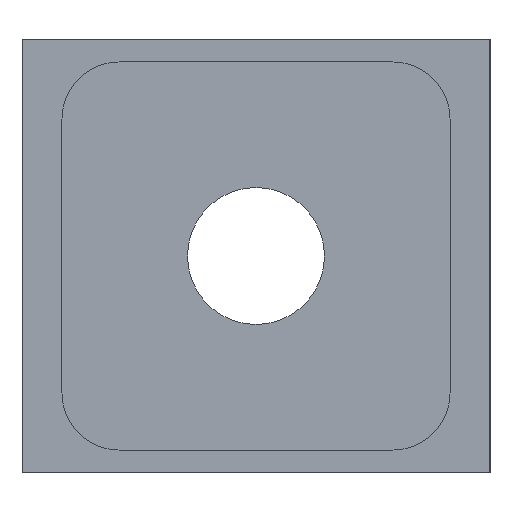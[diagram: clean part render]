
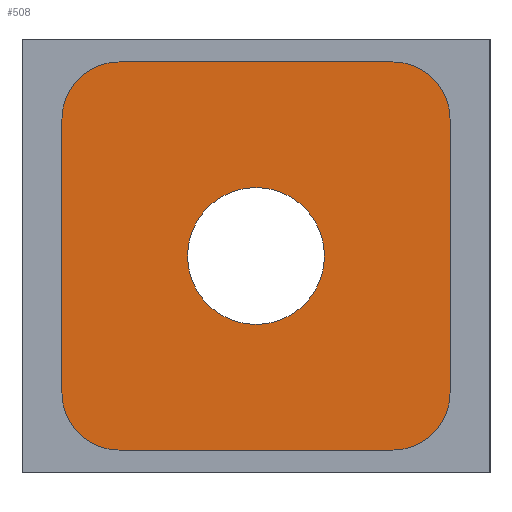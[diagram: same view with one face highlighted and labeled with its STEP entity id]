
A CAD part, left-side view. The second image highlights one B-rep face of the part: STEP entity #508.
In plain terms, the highlighted planar face has unit normal (-1, 0, 0).
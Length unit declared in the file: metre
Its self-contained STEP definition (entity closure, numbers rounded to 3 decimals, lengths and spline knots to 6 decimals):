
#25=CIRCLE('',#553,0.006);
#26=CIRCLE('',#554,0.005);
#27=CIRCLE('',#555,0.005);
#28=CIRCLE('',#556,0.005);
#29=CIRCLE('',#557,0.005);
#51=ORIENTED_EDGE('',*,*,#199,.T.);
#52=ORIENTED_EDGE('',*,*,#200,.F.);
#53=ORIENTED_EDGE('',*,*,#201,.T.);
#54=ORIENTED_EDGE('',*,*,#202,.F.);
#55=ORIENTED_EDGE('',*,*,#203,.F.);
#56=ORIENTED_EDGE('',*,*,#204,.F.);
#57=ORIENTED_EDGE('',*,*,#205,.F.);
#58=ORIENTED_EDGE('',*,*,#206,.F.);
#59=ORIENTED_EDGE('',*,*,#207,.T.);
#199=EDGE_CURVE('',#273,#273,#25,.T.);
#200=EDGE_CURVE('',#274,#275,#26,.T.);
#201=EDGE_CURVE('',#274,#276,#319,.T.);
#202=EDGE_CURVE('',#277,#276,#27,.T.);
#203=EDGE_CURVE('',#278,#277,#320,.T.);
#204=EDGE_CURVE('',#279,#278,#28,.T.);
#205=EDGE_CURVE('',#280,#279,#321,.T.);
#206=EDGE_CURVE('',#281,#280,#29,.T.);
#207=EDGE_CURVE('',#281,#275,#322,.T.);
#273=VERTEX_POINT('',#768);
#274=VERTEX_POINT('',#770);
#275=VERTEX_POINT('',#771);
#276=VERTEX_POINT('',#773);
#277=VERTEX_POINT('',#775);
#278=VERTEX_POINT('',#777);
#279=VERTEX_POINT('',#779);
#280=VERTEX_POINT('',#781);
#281=VERTEX_POINT('',#783);
#319=LINE('',#772,#375);
#320=LINE('',#776,#376);
#321=LINE('',#780,#377);
#322=LINE('',#784,#378);
#375=VECTOR('',#620,1.);
#376=VECTOR('',#623,1.);
#377=VECTOR('',#626,1.);
#378=VECTOR('',#629,1.);
#426=EDGE_LOOP('',(#51));
#427=EDGE_LOOP('',(#52,#53,#54,#55,#56,#57,#58,#59));
#458=FACE_BOUND('',#426,.T.);
#459=FACE_BOUND('',#427,.T.);
#490=PLANE('',#552);
#508=ADVANCED_FACE('',(#458,#459),#490,.F.);
#552=AXIS2_PLACEMENT_3D('',#766,#614,#615);
#553=AXIS2_PLACEMENT_3D('',#767,#616,#617);
#554=AXIS2_PLACEMENT_3D('',#769,#618,#619);
#555=AXIS2_PLACEMENT_3D('',#774,#621,#622);
#556=AXIS2_PLACEMENT_3D('',#778,#624,#625);
#557=AXIS2_PLACEMENT_3D('',#782,#627,#628);
#614=DIRECTION('',(1.,0.,0.));
#615=DIRECTION('',(0.,1.,0.));
#616=DIRECTION('',(1.,0.,0.));
#617=DIRECTION('',(0.,0.,-1.));
#618=DIRECTION('',(1.,0.,0.));
#619=DIRECTION('',(0.,0.,-1.));
#620=DIRECTION('',(0.,-1.,0.));
#621=DIRECTION('',(1.,0.,0.));
#622=DIRECTION('',(0.,0.,-1.));
#623=DIRECTION('',(0.,0.,-1.));
#624=DIRECTION('',(1.,0.,0.));
#625=DIRECTION('',(0.,0.,-1.));
#626=DIRECTION('',(0.,-1.,0.));
#627=DIRECTION('',(1.,0.,0.));
#628=DIRECTION('',(0.,0.,-1.));
#629=DIRECTION('',(0.,0.,-1.));
#766=CARTESIAN_POINT('',(0.023,-0.0205,-0.019));
#767=CARTESIAN_POINT('',(0.023,-0.0205,-0.019));
#768=CARTESIAN_POINT('',(0.023,-0.0205,-0.025));
#769=CARTESIAN_POINT('',(0.023,-0.0085,-0.031));
#770=CARTESIAN_POINT('',(0.023,-0.0085,-0.036));
#771=CARTESIAN_POINT('',(0.023,-0.0035,-0.031));
#772=CARTESIAN_POINT('',(0.023,-0.0205,-0.036));
#773=CARTESIAN_POINT('',(0.023,-0.0325,-0.036));
#774=CARTESIAN_POINT('',(0.023,-0.0325,-0.031));
#775=CARTESIAN_POINT('',(0.023,-0.0375,-0.031));
#776=CARTESIAN_POINT('',(0.023,-0.0375,-0.019));
#777=CARTESIAN_POINT('',(0.023,-0.0375,-0.007));
#778=CARTESIAN_POINT('',(0.023,-0.0325,-0.007));
#779=CARTESIAN_POINT('',(0.023,-0.0325,-0.002));
#780=CARTESIAN_POINT('',(0.023,-0.0205,-0.002));
#781=CARTESIAN_POINT('',(0.023,-0.0085,-0.002));
#782=CARTESIAN_POINT('',(0.023,-0.0085,-0.007));
#783=CARTESIAN_POINT('',(0.023,-0.0035,-0.007));
#784=CARTESIAN_POINT('',(0.023,-0.0035,-0.019));
